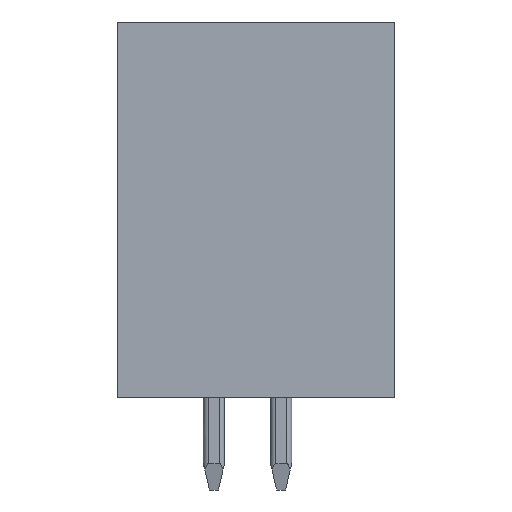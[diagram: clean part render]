
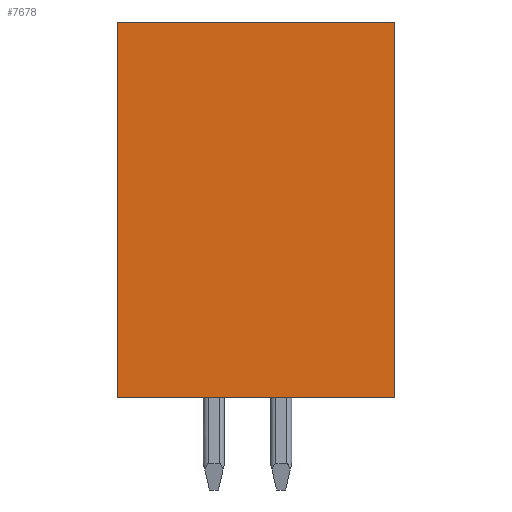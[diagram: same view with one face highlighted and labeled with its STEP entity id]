
A CAD part, front view. The second image highlights one B-rep face of the part: STEP entity #7678.
In plain terms, the highlighted planar face has unit normal (0, -1, 0).
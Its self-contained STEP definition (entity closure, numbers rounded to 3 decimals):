
#3095=DIRECTION('',(0.,0.,-1.));
#3096=VECTOR('',#3095,14.2);
#3097=CARTESIAN_POINT('',(-5.25,-7.33,7.1));
#3098=LINE('',#3097,#3096);
#3099=DIRECTION('',(-1.,0.,0.));
#3100=VECTOR('',#3099,10.5);
#3101=CARTESIAN_POINT('',(5.25,-7.33,7.1));
#3102=LINE('',#3101,#3100);
#3103=DIRECTION('',(0.,0.,1.));
#3104=VECTOR('',#3103,14.2);
#3105=CARTESIAN_POINT('',(5.25,-7.33,-7.1));
#3106=LINE('',#3105,#3104);
#3107=DIRECTION('',(1.,0.,0.));
#3108=VECTOR('',#3107,10.5);
#3109=CARTESIAN_POINT('',(-5.25,-7.33,-7.1));
#3110=LINE('',#3109,#3108);
#3219=CARTESIAN_POINT('',(-5.25,-7.33,7.1));
#3220=CARTESIAN_POINT('',(-5.25,-7.33,-7.1));
#3221=VERTEX_POINT('',#3219);
#3222=VERTEX_POINT('',#3220);
#3223=CARTESIAN_POINT('',(5.25,-7.33,-7.1));
#3224=VERTEX_POINT('',#3223);
#3225=CARTESIAN_POINT('',(5.25,-7.33,7.1));
#3226=VERTEX_POINT('',#3225);
#7667=CARTESIAN_POINT('',(0.,-7.33,0.));
#7668=DIRECTION('',(0.,-1.,0.));
#7669=DIRECTION('',(1.,0.,0.));
#7670=AXIS2_PLACEMENT_3D('',#7667,#7668,#7669);
#7671=PLANE('',#7670);
#7672=ORIENTED_EDGE('',*,*,#3874,.F.);
#7673=ORIENTED_EDGE('',*,*,#3960,.F.);
#7674=ORIENTED_EDGE('',*,*,#4001,.F.);
#7675=ORIENTED_EDGE('',*,*,#4060,.F.);
#7676=EDGE_LOOP('',(#7672,#7673,#7674,#7675));
#7677=FACE_OUTER_BOUND('',#7676,.F.);
#7678=ADVANCED_FACE('',(#7677),#7671,.T.);
#3874=EDGE_CURVE('',#3221,#3222,#3098,.T.);
#3960=EDGE_CURVE('',#3226,#3221,#3102,.T.);
#4001=EDGE_CURVE('',#3224,#3226,#3106,.T.);
#4060=EDGE_CURVE('',#3222,#3224,#3110,.T.);
